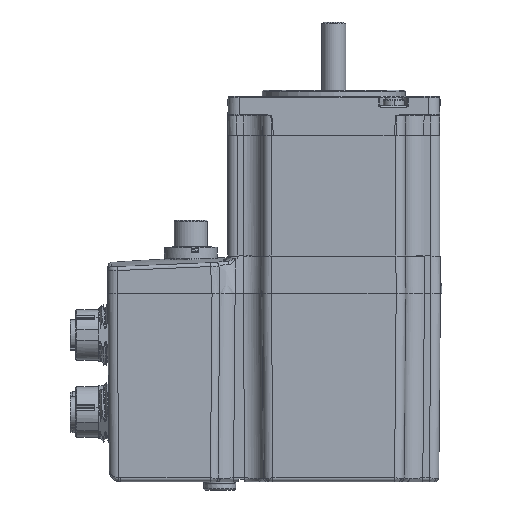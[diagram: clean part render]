
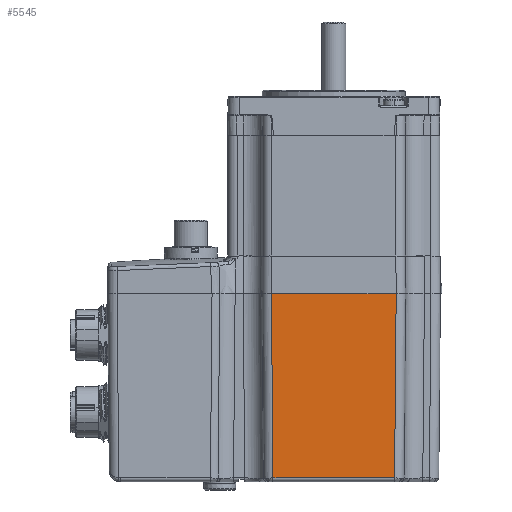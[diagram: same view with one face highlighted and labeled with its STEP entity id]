
A CAD part, front view. The second image highlights one B-rep face of the part: STEP entity #5545.
In plain terms, the highlighted planar face has unit normal (0, -1, -0.009).
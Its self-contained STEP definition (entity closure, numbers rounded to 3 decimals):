
#1586 = AXIS2_PLACEMENT_3D ( 'NONE', #107967, #45330, #30721 ) ;
#4340 = LINE ( 'NONE', #108674, #64339 ) ;
#5545 = ADVANCED_FACE ( 'NONE', ( #21654 ), #73475, .T. ) ;
#13653 = EDGE_CURVE ( 'NONE', #104665, #39151, #4340, .T. ) ;
#19910 = CARTESIAN_POINT ( 'NONE',  ( 0., -28.337, -53. ) ) ;
#21654 = FACE_OUTER_BOUND ( 'NONE', #87804, .T. ) ;
#21814 = CARTESIAN_POINT ( 'NONE',  ( 16.588, -28.337, -52.978 ) ) ;
#26994 = CARTESIAN_POINT ( 'NONE',  ( 19.087, -27.91, -102.009 ) ) ;
#27603 = CARTESIAN_POINT ( 'NONE',  ( -16.16, -27.91, -102.009 ) ) ;
#30721 = DIRECTION ( 'NONE',  ( 0., -0.009, 1. ) ) ;
#36022 = DIRECTION ( 'NONE',  ( 1., 0., 0. ) ) ;
#39151 = VERTEX_POINT ( 'NONE', #27603 ) ;
#39292 = CARTESIAN_POINT ( 'NONE',  ( 16.587, -28.337, -53. ) ) ;
#43595 = ORIENTED_EDGE ( 'NONE', *, *, #78687, .T. ) ;
#44355 = CARTESIAN_POINT ( 'NONE',  ( -16.587, -28.337, -53. ) ) ;
#45330 = DIRECTION ( 'NONE',  ( 0., -1., -0.009 ) ) ;
#50231 = ORIENTED_EDGE ( 'NONE', *, *, #72824, .T. ) ;
#53930 = LINE ( 'NONE', #26994, #77904 ) ;
#54206 = DIRECTION ( 'NONE',  ( -1., 0., 0. ) ) ;
#56124 = DIRECTION ( 'NONE',  ( 0.009, -0.009, 1. ) ) ;
#56202 = VECTOR ( 'NONE', #56124, 1000. ) ;
#57474 = ORIENTED_EDGE ( 'NONE', *, *, #13653, .T. ) ;
#64339 = VECTOR ( 'NONE', #66262, 1000. ) ;
#64615 = LINE ( 'NONE', #21814, #56202 ) ;
#66262 = DIRECTION ( 'NONE',  ( 0.009, 0.009, -1. ) ) ;
#72824 = EDGE_CURVE ( 'NONE', #105631, #106373, #64615, .T. ) ;
#73475 = PLANE ( 'NONE',  #1586 ) ;
#75771 = EDGE_CURVE ( 'NONE', #39151, #105631, #53930, .T. ) ;
#77904 = VECTOR ( 'NONE', #36022, 1000. ) ;
#78687 = EDGE_CURVE ( 'NONE', #106373, #104665, #103982, .T. ) ;
#83230 = CARTESIAN_POINT ( 'NONE',  ( 16.16, -27.91, -102.009 ) ) ;
#85099 = ORIENTED_EDGE ( 'NONE', *, *, #75771, .T. ) ;
#87804 = EDGE_LOOP ( 'NONE', ( #57474, #85099, #50231, #43595 ) ) ;
#103982 = LINE ( 'NONE', #19910, #108954 ) ;
#104665 = VERTEX_POINT ( 'NONE', #44355 ) ;
#105631 = VERTEX_POINT ( 'NONE', #83230 ) ;
#106373 = VERTEX_POINT ( 'NONE', #39292 ) ;
#107967 = CARTESIAN_POINT ( 'NONE',  ( 19.087, -28.337, -53. ) ) ;
#108674 = CARTESIAN_POINT ( 'NONE',  ( -16.585, -28.335, -53.311 ) ) ;
#108954 = VECTOR ( 'NONE', #54206, 1000. ) ;
